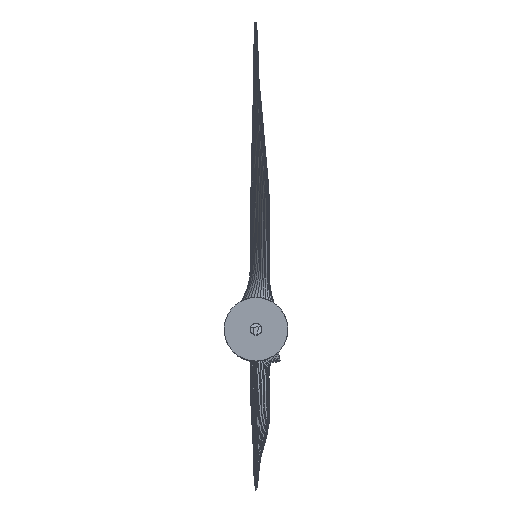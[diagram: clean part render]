
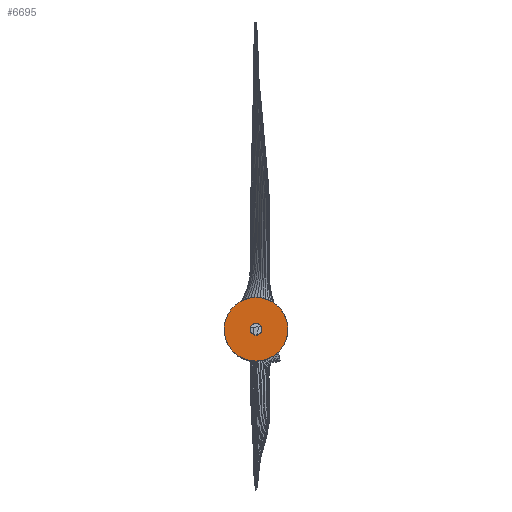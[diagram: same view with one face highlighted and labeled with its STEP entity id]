
A CAD part, left-side view. The second image highlights one B-rep face of the part: STEP entity #6695.
In plain terms, the highlighted planar face has unit normal (-1, 0, 0).
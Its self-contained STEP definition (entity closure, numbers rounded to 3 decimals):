
#22 = VERTEX_POINT('',#23);
#23 = CARTESIAN_POINT('',(-5.2,2.175,0.));
#32 = CYLINDRICAL_SURFACE('',#33,2.175);
#33 = AXIS2_PLACEMENT_3D('',#34,#35,#36);
#34 = CARTESIAN_POINT('',(0.,0.,0.));
#35 = DIRECTION('',(1.,0.,0.));
#36 = DIRECTION('',(0.,1.,0.));
#49 = EDGE_CURVE('',#22,#22,#50,.T.);
#50 = SURFACE_CURVE('',#51,(#56,#62),.PCURVE_S1.);
#51 = CIRCLE('',#52,2.175);
#52 = AXIS2_PLACEMENT_3D('',#53,#54,#55);
#53 = CARTESIAN_POINT('',(-5.2,0.,0.));
#54 = DIRECTION('',(1.,0.,0.));
#55 = DIRECTION('',(0.,1.,0.));
#56 = PCURVE('',#32,#57);
#57 = DEFINITIONAL_REPRESENTATION('',(#58),#61);
#58 = B_SPLINE_CURVE_WITH_KNOTS('',1,(#59,#60),.UNSPECIFIED.,.F.,.F.,(2,
    2),(0.,6.283),.PIECEWISE_BEZIER_KNOTS.);
#59 = CARTESIAN_POINT('',(0.,-5.2));
#60 = CARTESIAN_POINT('',(6.283,-5.2));
#61 = ( GEOMETRIC_REPRESENTATION_CONTEXT(2) 
PARAMETRIC_REPRESENTATION_CONTEXT() REPRESENTATION_CONTEXT('2D SPACE',''
  ) );
#62 = PCURVE('',#63,#68);
#63 = PLANE('',#64);
#64 = AXIS2_PLACEMENT_3D('',#65,#66,#67);
#65 = CARTESIAN_POINT('',(-5.2,0.,0.));
#66 = DIRECTION('',(1.,0.,0.));
#67 = DIRECTION('',(0.,1.,0.));
#68 = DEFINITIONAL_REPRESENTATION('',(#69),#73);
#69 = CIRCLE('',#70,2.175);
#70 = AXIS2_PLACEMENT_2D('',#71,#72);
#71 = CARTESIAN_POINT('',(0.,0.));
#72 = DIRECTION('',(1.,0.));
#73 = ( GEOMETRIC_REPRESENTATION_CONTEXT(2) 
PARAMETRIC_REPRESENTATION_CONTEXT() REPRESENTATION_CONTEXT('2D SPACE',''
  ) );
#6695 = ADVANCED_FACE('',(#6696,#6699),#63,.F.);
#6696 = FACE_BOUND('',#6697,.F.);
#6697 = EDGE_LOOP('',(#6698));
#6698 = ORIENTED_EDGE('',*,*,#49,.T.);
#6699 = FACE_BOUND('',#6700,.F.);
#6700 = EDGE_LOOP('',(#6701));
#6701 = ORIENTED_EDGE('',*,*,#6702,.F.);
#6702 = EDGE_CURVE('',#6703,#6703,#6705,.T.);
#6703 = VERTEX_POINT('',#6704);
#6704 = CARTESIAN_POINT('',(-5.2,0.405,0.));
#6705 = SURFACE_CURVE('',#6706,(#6711,#6718),.PCURVE_S1.);
#6706 = CIRCLE('',#6707,0.405);
#6707 = AXIS2_PLACEMENT_3D('',#6708,#6709,#6710);
#6708 = CARTESIAN_POINT('',(-5.2,0.,0.));
#6709 = DIRECTION('',(1.,0.,0.));
#6710 = DIRECTION('',(-0.,1.,0.));
#6711 = PCURVE('',#63,#6712);
#6712 = DEFINITIONAL_REPRESENTATION('',(#6713),#6717);
#6713 = CIRCLE('',#6714,0.405);
#6714 = AXIS2_PLACEMENT_2D('',#6715,#6716);
#6715 = CARTESIAN_POINT('',(0.,0.));
#6716 = DIRECTION('',(1.,0.));
#6717 = ( GEOMETRIC_REPRESENTATION_CONTEXT(2) 
PARAMETRIC_REPRESENTATION_CONTEXT() REPRESENTATION_CONTEXT('2D SPACE',''
  ) );
#6718 = PCURVE('',#6719,#6724);
#6719 = CYLINDRICAL_SURFACE('',#6720,0.405);
#6720 = AXIS2_PLACEMENT_3D('',#6721,#6722,#6723);
#6721 = CARTESIAN_POINT('',(0.,0.,0.));
#6722 = DIRECTION('',(1.,0.,0.));
#6723 = DIRECTION('',(0.,1.,0.));
#6724 = DEFINITIONAL_REPRESENTATION('',(#6725),#6728);
#6725 = B_SPLINE_CURVE_WITH_KNOTS('',1,(#6726,#6727),.UNSPECIFIED.,.F.,
  .F.,(2,2),(0.,6.283),.PIECEWISE_BEZIER_KNOTS.);
#6726 = CARTESIAN_POINT('',(0.,-5.2));
#6727 = CARTESIAN_POINT('',(6.283,-5.2));
#6728 = ( GEOMETRIC_REPRESENTATION_CONTEXT(2) 
PARAMETRIC_REPRESENTATION_CONTEXT() REPRESENTATION_CONTEXT('2D SPACE',''
  ) );
